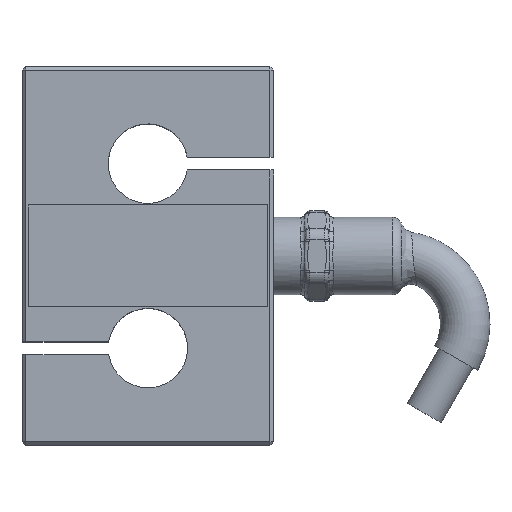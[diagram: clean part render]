
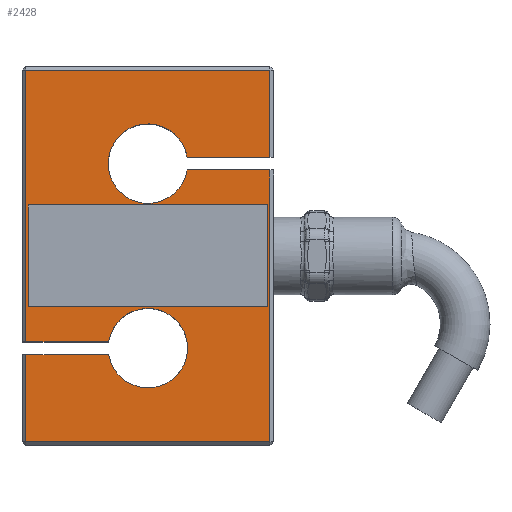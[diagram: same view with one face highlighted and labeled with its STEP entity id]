
A CAD part, top view. The second image highlights one B-rep face of the part: STEP entity #2428.
In plain terms, the highlighted planar face has unit normal (0, 0, 1).
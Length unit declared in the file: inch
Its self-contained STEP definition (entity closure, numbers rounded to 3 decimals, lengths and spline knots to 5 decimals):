
#45 = AXIS2_PLACEMENT_3D ( 'NONE', #2546, #6271, #3084 ) ;
#173 = ORIENTED_EDGE ( 'NONE', *, *, #191, .T. ) ;
#191 = EDGE_CURVE ( 'NONE', #3881, #1212, #6531, .T. ) ;
#252 = VERTEX_POINT ( 'NONE', #6422 ) ;
#370 = DIRECTION ( 'NONE',  ( 1., 0., 0. ) ) ;
#380 = ORIENTED_EDGE ( 'NONE', *, *, #3789, .T. ) ;
#453 = ORIENTED_EDGE ( 'NONE', *, *, #1967, .T. ) ;
#531 = CARTESIAN_POINT ( 'NONE',  ( 0.93, 0.39, 0.49 ) ) ;
#543 = ORIENTED_EDGE ( 'NONE', *, *, #2724, .T. ) ;
#547 = DIRECTION ( 'NONE',  ( 0., 0., -1. ) ) ;
#552 = CARTESIAN_POINT ( 'NONE',  ( -0.93, -0.39, 0.49 ) ) ;
#559 = CARTESIAN_POINT ( 'NONE',  ( -0.96, -1.46, 0.49 ) ) ;
#598 = CARTESIAN_POINT ( 'NONE',  ( -0.96, -0.6755, 0.49 ) ) ;
#684 = CIRCLE ( 'NONE', #4439, 0.3125 ) ;
#694 = EDGE_CURVE ( 'NONE', #3846, #3881, #5704, .T. ) ;
#817 = ORIENTED_EDGE ( 'NONE', *, *, #4026, .T. ) ;
#834 = EDGE_CURVE ( 'NONE', #5582, #3846, #2711, .T. ) ;
#958 = VERTEX_POINT ( 'NONE', #3518 ) ;
#969 = CARTESIAN_POINT ( 'NONE',  ( 0.93, 0.39, 0.49 ) ) ;
#1000 = DIRECTION ( 'NONE',  ( 0., -1., 0. ) ) ;
#1212 = VERTEX_POINT ( 'NONE', #5522 ) ;
#1223 = EDGE_CURVE ( 'NONE', #252, #4833, #5456, .T. ) ;
#1309 = VECTOR ( 'NONE', #2333, 39.37008 ) ;
#1393 = DIRECTION ( 'NONE',  ( -1., 0., 0. ) ) ;
#1462 = VERTEX_POINT ( 'NONE', #1613 ) ;
#1600 = EDGE_CURVE ( 'NONE', #3625, #958, #4114, .T. ) ;
#1613 = CARTESIAN_POINT ( 'NONE',  ( 0.96, 0.7755, 0.49 ) ) ;
#1711 = CARTESIAN_POINT ( 'NONE',  ( 0.30847, 0.7755, 0.49 ) ) ;
#1724 = CARTESIAN_POINT ( 'NONE',  ( -0.93, -0.39, 0.49 ) ) ;
#1735 = EDGE_LOOP ( 'NONE', ( #380, #817, #4409, #543, #3373, #2299, #4901, #1867, #6112, #453, #6322, #2123 ) ) ;
#1752 = CARTESIAN_POINT ( 'NONE',  ( -0.99, 1.46, 0.49 ) ) ;
#1772 = EDGE_CURVE ( 'NONE', #4833, #5484, #2179, .T. ) ;
#1781 = LINE ( 'NONE', #5899, #5748 ) ;
#1867 = ORIENTED_EDGE ( 'NONE', *, *, #1772, .T. ) ;
#1931 = CARTESIAN_POINT ( 'NONE',  ( 0.96, 1.49, 0.49 ) ) ;
#1967 = EDGE_CURVE ( 'NONE', #4978, #3795, #684, .T. ) ;
#2065 = ORIENTED_EDGE ( 'NONE', *, *, #6167, .T. ) ;
#2123 = ORIENTED_EDGE ( 'NONE', *, *, #5337, .T. ) ;
#2140 = VECTOR ( 'NONE', #4749, 39.37008 ) ;
#2179 = LINE ( 'NONE', #3699, #5013 ) ;
#2189 = CARTESIAN_POINT ( 'NONE',  ( -0.96, 1.46, 0.49 ) ) ;
#2210 = CARTESIAN_POINT ( 'NONE',  ( 0.30847, 0.6755, 0.49 ) ) ;
#2226 = FACE_BOUND ( 'NONE', #6489, .T. ) ;
#2299 = ORIENTED_EDGE ( 'NONE', *, *, #3847, .T. ) ;
#2333 = DIRECTION ( 'NONE',  ( -1., 0., 0. ) ) ;
#2428 = ADVANCED_FACE ( 'NONE', ( #3979, #2226 ), #2538, .T. ) ;
#2436 = CARTESIAN_POINT ( 'NONE',  ( -0.30847, -0.7755, 0.49 ) ) ;
#2438 = VERTEX_POINT ( 'NONE', #4151 ) ;
#2476 = CARTESIAN_POINT ( 'NONE',  ( 0.30847, 0.7755, 0.49 ) ) ;
#2538 = PLANE ( 'NONE',  #6437 ) ;
#2546 = CARTESIAN_POINT ( 'NONE',  ( 0., 0.7255, 0.49 ) ) ;
#2603 = EDGE_CURVE ( 'NONE', #3795, #4798, #5329, .T. ) ;
#2708 = DIRECTION ( 'NONE',  ( 0., 1., 0. ) ) ;
#2711 = LINE ( 'NONE', #552, #3942 ) ;
#2724 = EDGE_CURVE ( 'NONE', #958, #6720, #6568, .T. ) ;
#2856 = LINE ( 'NONE', #5369, #4437 ) ;
#2864 = VECTOR ( 'NONE', #6716, 39.37008 ) ;
#2976 = DIRECTION ( 'NONE',  ( 1., 0., 0. ) ) ;
#3071 = CARTESIAN_POINT ( 'NONE',  ( 0., -0.7255, 0.49 ) ) ;
#3084 = DIRECTION ( 'NONE',  ( 1., 0., 0. ) ) ;
#3192 = EDGE_CURVE ( 'NONE', #6720, #1462, #6486, .T. ) ;
#3199 = VECTOR ( 'NONE', #2976, 39.37008 ) ;
#3303 = DIRECTION ( 'NONE',  ( -1., 0., 0. ) ) ;
#3366 = ORIENTED_EDGE ( 'NONE', *, *, #834, .T. ) ;
#3373 = ORIENTED_EDGE ( 'NONE', *, *, #3192, .T. ) ;
#3376 = CARTESIAN_POINT ( 'NONE',  ( 0.96, 0.6755, 0.49 ) ) ;
#3518 = CARTESIAN_POINT ( 'NONE',  ( 0.30847, 0.6755, 0.49 ) ) ;
#3575 = LINE ( 'NONE', #6357, #2140 ) ;
#3619 = DIRECTION ( 'NONE',  ( 0., 0., 1. ) ) ;
#3625 = VERTEX_POINT ( 'NONE', #3376 ) ;
#3699 = CARTESIAN_POINT ( 'NONE',  ( -0.96, -0.6755, 0.49 ) ) ;
#3789 = EDGE_CURVE ( 'NONE', #5399, #2438, #4602, .T. ) ;
#3795 = VERTEX_POINT ( 'NONE', #2436 ) ;
#3801 = CARTESIAN_POINT ( 'NONE',  ( 0., -0.7255, 0.49 ) ) ;
#3804 = DIRECTION ( 'NONE',  ( 0., 1., 0. ) ) ;
#3846 = VERTEX_POINT ( 'NONE', #5697 ) ;
#3847 = EDGE_CURVE ( 'NONE', #1462, #252, #6032, .T. ) ;
#3881 = VERTEX_POINT ( 'NONE', #969 ) ;
#3887 = CARTESIAN_POINT ( 'NONE',  ( -0.30847, -0.6755, 0.49 ) ) ;
#3942 = VECTOR ( 'NONE', #3804, 39.37008 ) ;
#3979 = FACE_OUTER_BOUND ( 'NONE', #1735, .T. ) ;
#4026 = EDGE_CURVE ( 'NONE', #2438, #3625, #2856, .T. ) ;
#4065 = VECTOR ( 'NONE', #1393, 39.37008 ) ;
#4114 = LINE ( 'NONE', #2210, #6780 ) ;
#4151 = CARTESIAN_POINT ( 'NONE',  ( 0.96, -1.46, 0.49 ) ) ;
#4167 = LINE ( 'NONE', #4359, #6833 ) ;
#4297 = DIRECTION ( 'NONE',  ( 0., -1., 0. ) ) ;
#4319 = DIRECTION ( 'NONE',  ( 1., 0., 0. ) ) ;
#4359 = CARTESIAN_POINT ( 'NONE',  ( -0.30847, -0.6755, 0.49 ) ) ;
#4409 = ORIENTED_EDGE ( 'NONE', *, *, #1600, .T. ) ;
#4437 = VECTOR ( 'NONE', #2708, 39.37008 ) ;
#4439 = AXIS2_PLACEMENT_3D ( 'NONE', #3801, #547, #4319 ) ;
#4602 = LINE ( 'NONE', #5637, #3199 ) ;
#4622 = CARTESIAN_POINT ( 'NONE',  ( -0.30847, -0.7755, 0.49 ) ) ;
#4749 = DIRECTION ( 'NONE',  ( -1., 0., 0. ) ) ;
#4798 = VERTEX_POINT ( 'NONE', #5406 ) ;
#4833 = VERTEX_POINT ( 'NONE', #2189 ) ;
#4901 = ORIENTED_EDGE ( 'NONE', *, *, #1223, .T. ) ;
#4942 = VECTOR ( 'NONE', #6969, 39.37008 ) ;
#4978 = VERTEX_POINT ( 'NONE', #3887 ) ;
#5013 = VECTOR ( 'NONE', #1000, 39.37008 ) ;
#5207 = CARTESIAN_POINT ( 'NONE',  ( -0.93, 0.39, 0.49 ) ) ;
#5329 = LINE ( 'NONE', #4622, #4065 ) ;
#5337 = EDGE_CURVE ( 'NONE', #4798, #5399, #1781, .T. ) ;
#5369 = CARTESIAN_POINT ( 'NONE',  ( 0.96, 0.6755, 0.49 ) ) ;
#5399 = VERTEX_POINT ( 'NONE', #559 ) ;
#5406 = CARTESIAN_POINT ( 'NONE',  ( -0.96, -0.7755, 0.49 ) ) ;
#5451 = EDGE_CURVE ( 'NONE', #5484, #4978, #4167, .T. ) ;
#5456 = LINE ( 'NONE', #1752, #1309 ) ;
#5484 = VERTEX_POINT ( 'NONE', #598 ) ;
#5522 = CARTESIAN_POINT ( 'NONE',  ( 0.93, -0.39, 0.49 ) ) ;
#5582 = VERTEX_POINT ( 'NONE', #1724 ) ;
#5637 = CARTESIAN_POINT ( 'NONE',  ( 0.99, -1.46, 0.49 ) ) ;
#5697 = CARTESIAN_POINT ( 'NONE',  ( -0.93, 0.39, 0.49 ) ) ;
#5704 = LINE ( 'NONE', #5207, #2864 ) ;
#5748 = VECTOR ( 'NONE', #4297, 39.37008 ) ;
#5782 = DIRECTION ( 'NONE',  ( 0., 1., 0. ) ) ;
#5873 = VECTOR ( 'NONE', #5782, 39.37008 ) ;
#5899 = CARTESIAN_POINT ( 'NONE',  ( -0.96, -1.49, 0.49 ) ) ;
#5943 = DIRECTION ( 'NONE',  ( 1., 0., 0. ) ) ;
#6032 = LINE ( 'NONE', #1931, #5873 ) ;
#6112 = ORIENTED_EDGE ( 'NONE', *, *, #5451, .T. ) ;
#6167 = EDGE_CURVE ( 'NONE', #1212, #5582, #3575, .T. ) ;
#6271 = DIRECTION ( 'NONE',  ( 0., 0., -1. ) ) ;
#6309 = VECTOR ( 'NONE', #6745, 39.37008 ) ;
#6322 = ORIENTED_EDGE ( 'NONE', *, *, #2603, .T. ) ;
#6357 = CARTESIAN_POINT ( 'NONE',  ( 0.93, -0.39, 0.49 ) ) ;
#6422 = CARTESIAN_POINT ( 'NONE',  ( 0.96, 1.46, 0.49 ) ) ;
#6437 = AXIS2_PLACEMENT_3D ( 'NONE', #3071, #3619, #370 ) ;
#6486 = LINE ( 'NONE', #2476, #6309 ) ;
#6489 = EDGE_LOOP ( 'NONE', ( #3366, #6916, #173, #2065 ) ) ;
#6531 = LINE ( 'NONE', #531, #4942 ) ;
#6568 = CIRCLE ( 'NONE', #45, 0.3125 ) ;
#6716 = DIRECTION ( 'NONE',  ( 1., 0., 0. ) ) ;
#6720 = VERTEX_POINT ( 'NONE', #1711 ) ;
#6745 = DIRECTION ( 'NONE',  ( 1., 0., 0. ) ) ;
#6780 = VECTOR ( 'NONE', #3303, 39.37008 ) ;
#6833 = VECTOR ( 'NONE', #5943, 39.37008 ) ;
#6916 = ORIENTED_EDGE ( 'NONE', *, *, #694, .T. ) ;
#6969 = DIRECTION ( 'NONE',  ( 0., -1., 0. ) ) ;
